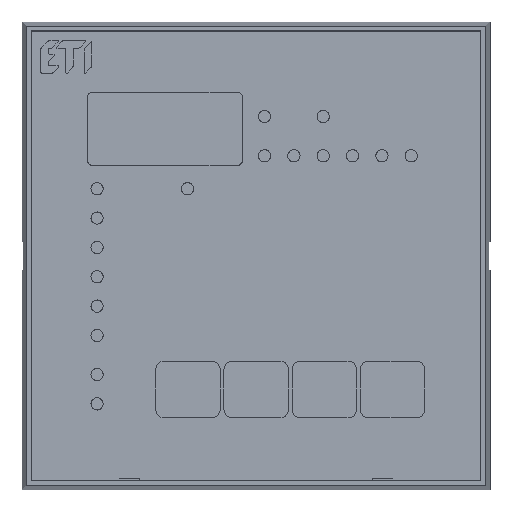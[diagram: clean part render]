
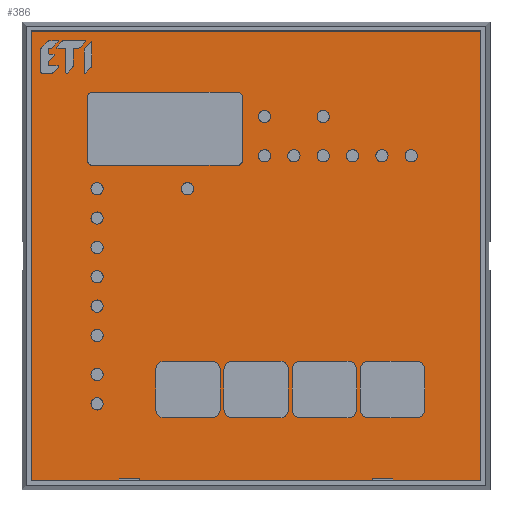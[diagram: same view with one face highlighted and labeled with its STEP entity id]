
A CAD part, top view. The second image highlights one B-rep face of the part: STEP entity #386.
In plain terms, the highlighted planar face has unit normal (0, 0, 1).
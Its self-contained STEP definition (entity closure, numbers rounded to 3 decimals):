
#207=DIRECTION('',(0.,1.,0.));
#208=VECTOR('',#207,92.);
#209=CARTESIAN_POINT('',(0.,0.,1.));
#210=LINE('',#209,#208);
#249=DIRECTION('',(-1.,0.,0.));
#250=VECTOR('',#249,92.);
#251=CARTESIAN_POINT('',(92.,0.,1.));
#252=LINE('',#251,#250);
#263=DIRECTION('',(1.,0.,0.));
#264=VECTOR('',#263,92.);
#265=CARTESIAN_POINT('',(0.,92.,1.));
#266=LINE('',#265,#264);
#277=DIRECTION('',(0.,-1.,0.));
#278=VECTOR('',#277,92.);
#279=CARTESIAN_POINT('',(92.,92.,1.));
#280=LINE('',#279,#278);
#291=CARTESIAN_POINT('',(0.,92.,1.));
#292=CARTESIAN_POINT('',(92.,92.,1.));
#293=VERTEX_POINT('',#291);
#294=VERTEX_POINT('',#292);
#297=CARTESIAN_POINT('',(0.,0.,1.));
#298=VERTEX_POINT('',#297);
#300=CARTESIAN_POINT('',(92.,0.,1.));
#302=VERTEX_POINT('',#300);
#373=CARTESIAN_POINT('',(0.,92.,1.));
#374=DIRECTION('',(0.,0.,-1.));
#375=DIRECTION('',(-1.,0.,0.));
#376=AXIS2_PLACEMENT_3D('',#373,#374,#375);
#377=PLANE('',#376);
#378=ORIENTED_EDGE('',*,*,#316,.T.);
#380=ORIENTED_EDGE('',*,*,#379,.T.);
#382=ORIENTED_EDGE('',*,*,#381,.T.);
#383=ORIENTED_EDGE('',*,*,#359,.T.);
#384=EDGE_LOOP('',(#378,#380,#382,#383));
#385=FACE_OUTER_BOUND('',#384,.F.);
#316=EDGE_CURVE('',#298,#293,#210,.T.);
#359=EDGE_CURVE('',#302,#298,#252,.T.);
#379=EDGE_CURVE('',#293,#294,#266,.T.);
#381=EDGE_CURVE('',#294,#302,#280,.T.);
#386=ADVANCED_FACE('',(#385),#377,.F.);
